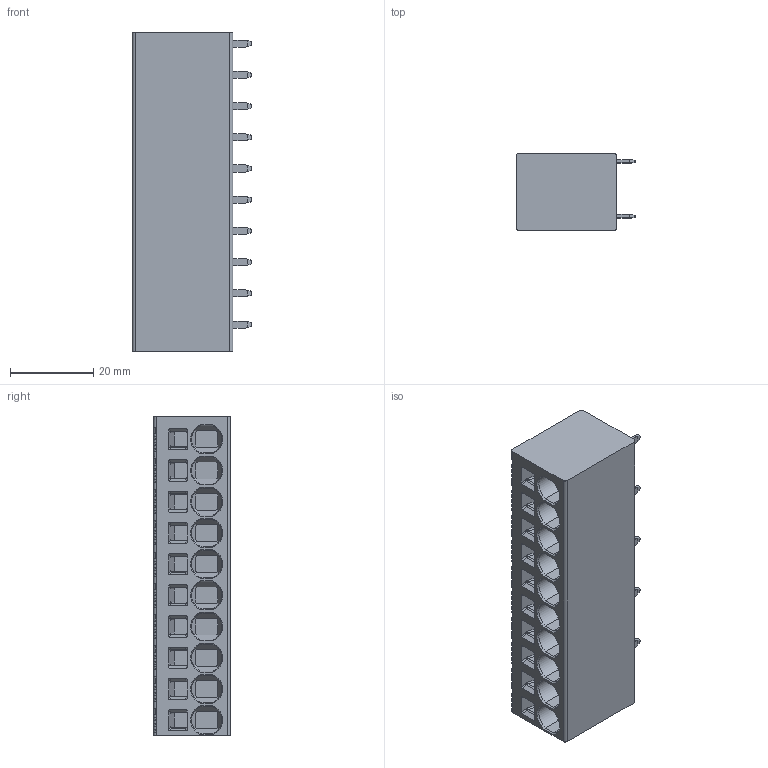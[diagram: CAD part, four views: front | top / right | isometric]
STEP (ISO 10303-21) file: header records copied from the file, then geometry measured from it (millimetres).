
FILE_DESCRIPTION((''),'2;1');
FILE_NAME('TLM-404VA','2024-09-21T',('sj'),(''),'PRO/ENGINEER BY PARAMETRIC TECHNOLOGY CORPORATION, 2013240','PRO/ENGINEER BY PARAMETRIC TECHNOLOGY CORPORATION, 2013240','');
FILE_SCHEMA(('AUTOMOTIVE_DESIGN_CC2 { 1 2 10303 214 -1 1 5 2 }'));
Length unit declared in the file: millimetre
Products named in the file (1): TLM-404VA
Bounding box: 28.75 x 18.5 x 76.8 mm (x, y, z)
Volume: 30429.1 mm3; surface area: 10194.3 mm2
Topology: 1 solids, 1 shells, 640 faces, 1704 edges, 1096 vertices
Faces by surface type: plane 406, cylinder 174, cone 20, torus 20, bspline 20
Entity records: 20806 total; most frequent: CARTESIAN_POINT 5330, ORIENTED_EDGE 3408, DIRECTION 2912, EDGE_CURVE 1704, VECTOR 1136, LINE 1136, VERTEX_POINT 1096, AXIS2_PLACEMENT_3D 888
